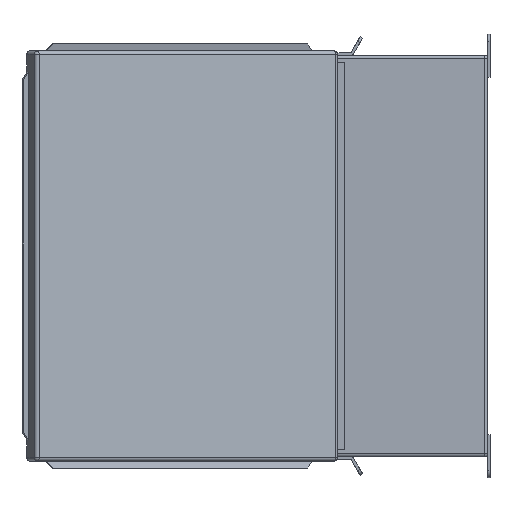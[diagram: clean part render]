
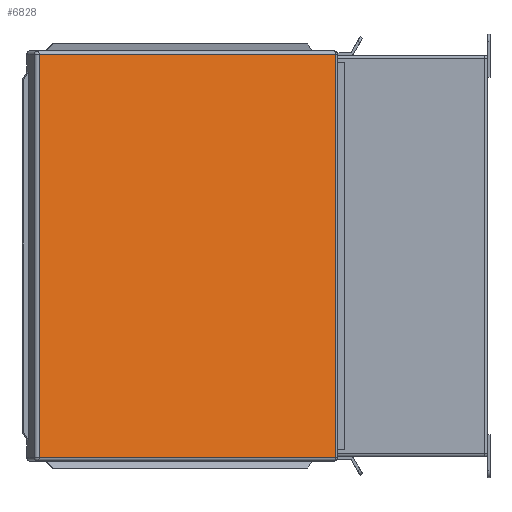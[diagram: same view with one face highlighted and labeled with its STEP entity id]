
A CAD part, left-side view. The second image highlights one B-rep face of the part: STEP entity #6828.
In plain terms, the highlighted face is planar.
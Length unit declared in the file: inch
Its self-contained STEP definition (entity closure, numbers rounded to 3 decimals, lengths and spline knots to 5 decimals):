
#106 = DIRECTION ( 'NONE',  ( 0., 0., 1. ) ) ;
#589 = VECTOR ( 'NONE', #13117, 39.37008 ) ;
#730 = ORIENTED_EDGE ( 'NONE', *, *, #11982, .T. ) ;
#1464 = VECTOR ( 'NONE', #11785, 39.37008 ) ;
#1787 = VECTOR ( 'NONE', #9610, 39.37008 ) ;
#2152 = AXIS2_PLACEMENT_3D ( 'NONE', #8721, #2492, #106 ) ;
#2492 = DIRECTION ( 'NONE',  ( 0., 1., 0. ) ) ;
#3378 = LINE ( 'NONE', #4084, #1464 ) ;
#3714 = ORIENTED_EDGE ( 'NONE', *, *, #11941, .T. ) ;
#4011 = FACE_OUTER_BOUND ( 'NONE', #4467, .T. ) ;
#4084 = CARTESIAN_POINT ( 'NONE',  ( -6.15625, 0.625, -7.03125 ) ) ;
#4376 = DIRECTION ( 'NONE',  ( 0., 0., -1. ) ) ;
#4467 = EDGE_LOOP ( 'NONE', ( #730, #9691, #14068, #3714 ) ) ;
#5345 = EDGE_CURVE ( 'NONE', #8767, #9328, #3378, .T. ) ;
#5829 = LINE ( 'NONE', #10495, #13858 ) ;
#6828 = ADVANCED_FACE ( 'NONE', ( #4011 ), #13679, .T. ) ;
#8579 = CARTESIAN_POINT ( 'NONE',  ( 6.03125, 0.625, -7.03125 ) ) ;
#8721 = CARTESIAN_POINT ( 'NONE',  ( -6.15625, 0.625, -7.15625 ) ) ;
#8767 = VERTEX_POINT ( 'NONE', #8579 ) ;
#9137 = LINE ( 'NONE', #10665, #589 ) ;
#9202 = EDGE_CURVE ( 'NONE', #9328, #11305, #10946, .T. ) ;
#9328 = VERTEX_POINT ( 'NONE', #10021 ) ;
#9610 = DIRECTION ( 'NONE',  ( 0., 0., 1. ) ) ;
#9691 = ORIENTED_EDGE ( 'NONE', *, *, #5345, .T. ) ;
#10021 = CARTESIAN_POINT ( 'NONE',  ( -6.03125, 0.625, -7.03125 ) ) ;
#10495 = CARTESIAN_POINT ( 'NONE',  ( 6.03125, 0.625, -7.15625 ) ) ;
#10665 = CARTESIAN_POINT ( 'NONE',  ( 6.15625, 0.625, 7.03125 ) ) ;
#10946 = LINE ( 'NONE', #15888, #1787 ) ;
#11217 = CARTESIAN_POINT ( 'NONE',  ( 6.03125, 0.625, 7.03125 ) ) ;
#11305 = VERTEX_POINT ( 'NONE', #12755 ) ;
#11785 = DIRECTION ( 'NONE',  ( -1., 0., 0. ) ) ;
#11941 = EDGE_CURVE ( 'NONE', #11305, #15346, #9137, .T. ) ;
#11982 = EDGE_CURVE ( 'NONE', #15346, #8767, #5829, .T. ) ;
#12755 = CARTESIAN_POINT ( 'NONE',  ( -6.03125, 0.625, 7.03125 ) ) ;
#13117 = DIRECTION ( 'NONE',  ( 1., 0., 0. ) ) ;
#13679 = PLANE ( 'NONE',  #2152 ) ;
#13858 = VECTOR ( 'NONE', #4376, 39.37008 ) ;
#14068 = ORIENTED_EDGE ( 'NONE', *, *, #9202, .T. ) ;
#15346 = VERTEX_POINT ( 'NONE', #11217 ) ;
#15888 = CARTESIAN_POINT ( 'NONE',  ( -6.03125, 0.625, 7.15625 ) ) ;
